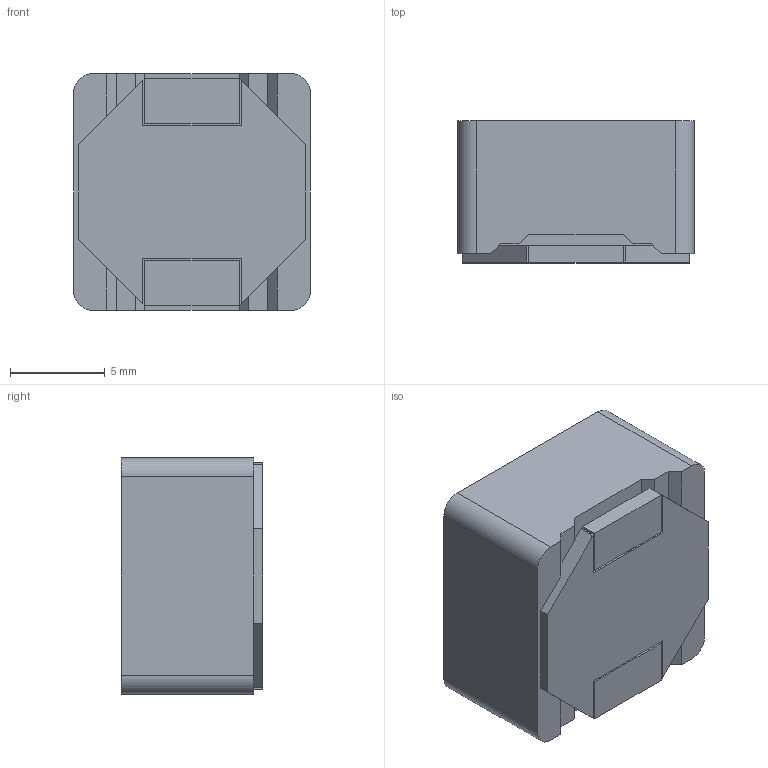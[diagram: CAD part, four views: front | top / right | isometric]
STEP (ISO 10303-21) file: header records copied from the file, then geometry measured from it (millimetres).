
FILE_DESCRIPTION((''),'2;1');
FILE_NAME('SRR1280','2012-07-12T',('ryans'),('Bourns, Inc.'),'PRO/ENGINEER BY PARAMETRIC TECHNOLOGY CORPORATION, 2010100','PRO/ENGINEER BY PARAMETRIC TECHNOLOGY CORPORATION, 2010100','');
FILE_SCHEMA(('CONFIG_CONTROL_DESIGN'));
Length unit declared in the file: millimetre
Products named in the file (1): SRR1280
Bounding box: 12.5 x 7.5 x 12.5 mm (x, y, z)
Volume: 1079.7 mm3; surface area: 890.9 mm2
Topology: 1 solids, 1 shells, 80 faces, 218 edges, 142 vertices
Faces by surface type: plane 60, cylinder 14, torus 4, cone 2
Entity records: 2582 total; most frequent: CARTESIAN_POINT 504, ORIENTED_EDGE 436, DIRECTION 404, EDGE_CURVE 218, VECTOR 176, LINE 176, VERTEX_POINT 142, AXIS2_PLACEMENT_3D 114
